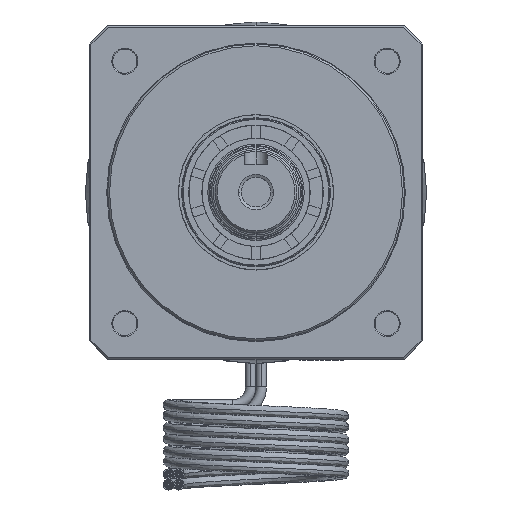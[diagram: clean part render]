
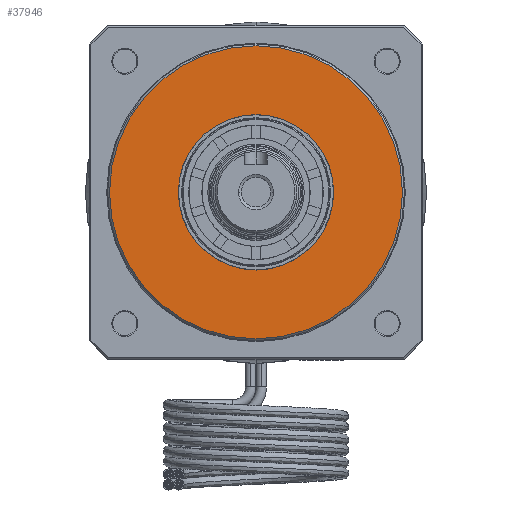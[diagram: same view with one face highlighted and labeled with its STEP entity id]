
A CAD part, top view. The second image highlights one B-rep face of the part: STEP entity #37946.
In plain terms, the highlighted planar face has unit normal (0, 0, 1).
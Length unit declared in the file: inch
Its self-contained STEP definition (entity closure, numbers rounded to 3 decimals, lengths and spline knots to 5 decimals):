
#936 = DIRECTION ( 'NONE',  ( 0., 0., 1. ) ) ;
#1358 = DIRECTION ( 'NONE',  ( 0., 0., 1. ) ) ;
#2546 = CIRCLE ( 'NONE', #7651, 0.8248 ) ;
#2849 = EDGE_LOOP ( 'NONE', ( #28691, #17540 ) ) ;
#3035 = CARTESIAN_POINT ( 'NONE',  ( 0., 0., 3.36614 ) ) ;
#3565 = EDGE_CURVE ( 'NONE', #33343, #31687, #2546, .T. ) ;
#7511 = CARTESIAN_POINT ( 'NONE',  ( 0., 0., 3.36614 ) ) ;
#7651 = AXIS2_PLACEMENT_3D ( 'NONE', #3035, #9474, #19491 ) ;
#9474 = DIRECTION ( 'NONE',  ( 0., 0., 1. ) ) ;
#10198 = CIRCLE ( 'NONE', #39662, 1.55512 ) ;
#10978 = DIRECTION ( 'NONE',  ( 0., 1., 0. ) ) ;
#11469 = VERTEX_POINT ( 'NONE', #20661 ) ;
#12172 = FACE_BOUND ( 'NONE', #2849, .T. ) ;
#12581 = CARTESIAN_POINT ( 'NONE',  ( 0., 0.8248, 3.36614 ) ) ;
#13751 = EDGE_CURVE ( 'NONE', #30454, #11469, #10198, .T. ) ;
#14801 = CARTESIAN_POINT ( 'NONE',  ( 0., 0., 3.36614 ) ) ;
#17527 = AXIS2_PLACEMENT_3D ( 'NONE', #14801, #28465, #41395 ) ;
#17540 = ORIENTED_EDGE ( 'NONE', *, *, #30053, .F. ) ;
#19362 = EDGE_CURVE ( 'NONE', #11469, #30454, #34697, .T. ) ;
#19491 = DIRECTION ( 'NONE',  ( 0., -1., 0. ) ) ;
#20474 = FACE_OUTER_BOUND ( 'NONE', #35625, .T. ) ;
#20661 = CARTESIAN_POINT ( 'NONE',  ( 0., -1.55512, 3.36614 ) ) ;
#21183 = DIRECTION ( 'NONE',  ( 0., -1., 0. ) ) ;
#24105 = CARTESIAN_POINT ( 'NONE',  ( 0., 0., 3.36614 ) ) ;
#26755 = ORIENTED_EDGE ( 'NONE', *, *, #19362, .T. ) ;
#28465 = DIRECTION ( 'NONE',  ( 0., 0., 1. ) ) ;
#28628 = CIRCLE ( 'NONE', #35301, 0.8248 ) ;
#28691 = ORIENTED_EDGE ( 'NONE', *, *, #3565, .F. ) ;
#30053 = EDGE_CURVE ( 'NONE', #31687, #33343, #28628, .T. ) ;
#30454 = VERTEX_POINT ( 'NONE', #40586 ) ;
#31687 = VERTEX_POINT ( 'NONE', #34471 ) ;
#32484 = PLANE ( 'NONE',  #35046 ) ;
#32915 = ORIENTED_EDGE ( 'NONE', *, *, #13751, .T. ) ;
#33343 = VERTEX_POINT ( 'NONE', #41954 ) ;
#34471 = CARTESIAN_POINT ( 'NONE',  ( 0., 0.8248, 3.36614 ) ) ;
#34697 = CIRCLE ( 'NONE', #17527, 1.55512 ) ;
#35046 = AXIS2_PLACEMENT_3D ( 'NONE', #12581, #39175, #42501 ) ;
#35301 = AXIS2_PLACEMENT_3D ( 'NONE', #24105, #936, #21183 ) ;
#35625 = EDGE_LOOP ( 'NONE', ( #32915, #26755 ) ) ;
#37946 = ADVANCED_FACE ( 'NONE', ( #20474, #12172 ), #32484, .F. ) ;
#39175 = DIRECTION ( 'NONE',  ( 0., 0., -1. ) ) ;
#39662 = AXIS2_PLACEMENT_3D ( 'NONE', #7511, #1358, #10978 ) ;
#40586 = CARTESIAN_POINT ( 'NONE',  ( 0., 1.55512, 3.36614 ) ) ;
#41395 = DIRECTION ( 'NONE',  ( 0., 1., 0. ) ) ;
#41954 = CARTESIAN_POINT ( 'NONE',  ( 0., -0.8248, 3.36614 ) ) ;
#42501 = DIRECTION ( 'NONE',  ( 0., 1., 0. ) ) ;
